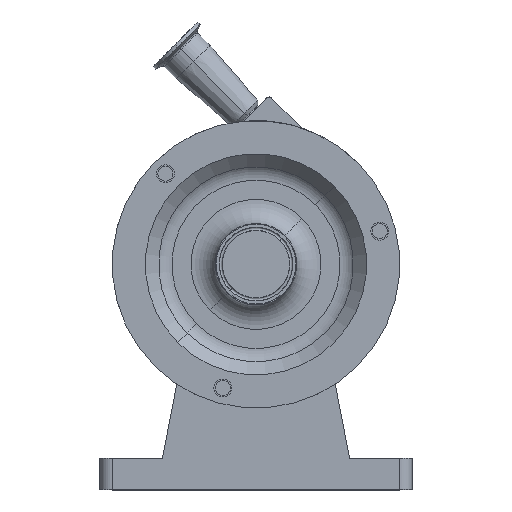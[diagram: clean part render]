
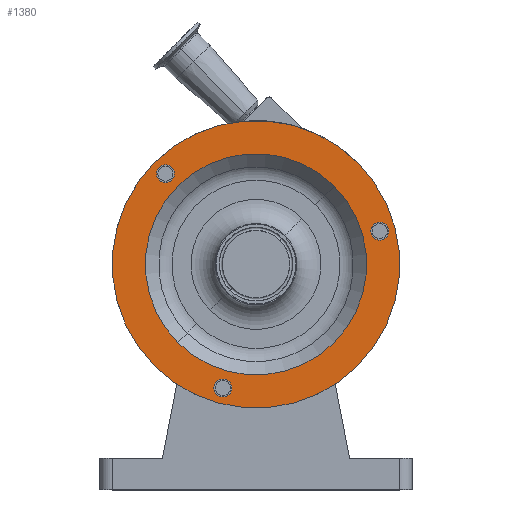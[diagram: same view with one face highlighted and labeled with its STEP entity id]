
A CAD part, top view. The second image highlights one B-rep face of the part: STEP entity #1380.
In plain terms, the highlighted planar face has unit normal (0, 0, 1).
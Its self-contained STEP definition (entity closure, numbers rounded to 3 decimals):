
#57 = AXIS2_PLACEMENT_3D ( 'NONE', #61, #95, #148 ) ;
#59 = CIRCLE ( 'NONE', #57, 7.144 ) ;
#61 = CARTESIAN_POINT ( 'NONE',  ( 99.007, 26.529, 194. ) ) ;
#95 = DIRECTION ( 'NONE',  ( 0., 0., 1. ) ) ;
#124 = DIRECTION ( 'NONE',  ( 0.707, 0.707, 0. ) ) ;
#125 = DIRECTION ( 'NONE',  ( 0., 0., 1. ) ) ;
#126 = CARTESIAN_POINT ( 'NONE',  ( 0., 0., 194. ) ) ;
#148 = DIRECTION ( 'NONE',  ( 0.707, 0.707, 0. ) ) ;
#184 = AXIS2_PLACEMENT_3D ( 'NONE', #126, #125, #124 ) ;
#189 = CIRCLE ( 'NONE', #184, 88.5 ) ;
#233 = AXIS2_PLACEMENT_3D ( 'NONE', #240, #239, #238 ) ;
#238 = DIRECTION ( 'NONE',  ( 0.707, 0.707, 0. ) ) ;
#239 = DIRECTION ( 'NONE',  ( 0., 0., 1. ) ) ;
#240 = CARTESIAN_POINT ( 'NONE',  ( 0., 0., 194. ) ) ;
#241 = CIRCLE ( 'NONE', #233, 115. ) ;
#454 = VERTEX_POINT ( 'NONE', #3148 ) ;
#462 = VERTEX_POINT ( 'NONE', #3295 ) ;
#482 = EDGE_CURVE ( 'NONE', #462, #454, #3230, .T. ) ;
#502 = VERTEX_POINT ( 'NONE', #3326 ) ;
#511 = VERTEX_POINT ( 'NONE', #3425 ) ;
#512 = EDGE_CURVE ( 'NONE', #502, #511, #3437, .T. ) ;
#520 = VERTEX_POINT ( 'NONE', #3407 ) ;
#528 = EDGE_CURVE ( 'NONE', #551, #546, #3462, .T. ) ;
#536 = VERTEX_POINT ( 'NONE', #3586 ) ;
#540 = EDGE_CURVE ( 'NONE', #520, #536, #3661, .T. ) ;
#541 = VERTEX_POINT ( 'NONE', #3564 ) ;
#546 = VERTEX_POINT ( 'NONE', #3636 ) ;
#551 = VERTEX_POINT ( 'NONE', #3579 ) ;
#579 = VERTEX_POINT ( 'NONE', #3588 ) ;
#582 = EDGE_CURVE ( 'NONE', #541, #579, #3496, .T. ) ;
#1250 = EDGE_CURVE ( 'NONE', #579, #541, #189, .T. ) ;
#1297 = EDGE_CURVE ( 'NONE', #454, #462, #241, .T. ) ;
#1299 = ORIENTED_EDGE ( 'NONE', *, *, #1356, .F. ) ;
#1300 = ORIENTED_EDGE ( 'NONE', *, *, #512, .F. ) ;
#1301 = ORIENTED_EDGE ( 'NONE', *, *, #582, .F. ) ;
#1302 = EDGE_LOOP ( 'NONE', ( #1309, #1307 ) ) ;
#1303 = EDGE_LOOP ( 'NONE', ( #1306, #1301 ) ) ;
#1304 = ORIENTED_EDGE ( 'NONE', *, *, #540, .F. ) ;
#1306 = ORIENTED_EDGE ( 'NONE', *, *, #1250, .F. ) ;
#1307 = ORIENTED_EDGE ( 'NONE', *, *, #1297, .T. ) ;
#1308 = EDGE_LOOP ( 'NONE', ( #1299, #1304 ) ) ;
#1309 = ORIENTED_EDGE ( 'NONE', *, *, #482, .T. ) ;
#1314 = ORIENTED_EDGE ( 'NONE', *, *, #528, .F. ) ;
#1315 = EDGE_CURVE ( 'NONE', #546, #551, #59, .T. ) ;
#1356 = EDGE_CURVE ( 'NONE', #536, #520, #8300, .T. ) ;
#1374 = ORIENTED_EDGE ( 'NONE', *, *, #1381, .F. ) ;
#1375 = EDGE_LOOP ( 'NONE', ( #1382, #1314 ) ) ;
#1376 = EDGE_LOOP ( 'NONE', ( #1374, #1300 ) ) ;
#1380 = ADVANCED_FACE ( 'NONE', ( #8255, #8256, #8209, #8210, #8257 ), #8204, .F. ) ;
#1381 = EDGE_CURVE ( 'NONE', #511, #502, #8203, .T. ) ;
#1382 = ORIENTED_EDGE ( 'NONE', *, *, #1315, .F. ) ;
#3148 = CARTESIAN_POINT ( 'NONE',  ( -81.317, -81.317, 194. ) ) ;
#3219 = DIRECTION ( 'NONE',  ( 0.707, 0.707, 0. ) ) ;
#3220 = DIRECTION ( 'NONE',  ( 0., 0., 1. ) ) ;
#3221 = CARTESIAN_POINT ( 'NONE',  ( 0., 0., 194. ) ) ;
#3222 = AXIS2_PLACEMENT_3D ( 'NONE', #3221, #3220, #3219 ) ;
#3230 = CIRCLE ( 'NONE', #3222, 115. ) ;
#3295 = CARTESIAN_POINT ( 'NONE',  ( 81.317, 81.317, 194. ) ) ;
#3326 = CARTESIAN_POINT ( 'NONE',  ( -31.58, -104.059, 194. ) ) ;
#3407 = CARTESIAN_POINT ( 'NONE',  ( -77.53, 67.427, 194. ) ) ;
#3410 = CARTESIAN_POINT ( 'NONE',  ( -26.529, -99.007, 194. ) ) ;
#3411 = AXIS2_PLACEMENT_3D ( 'NONE', #3410, #3416, #3415 ) ;
#3415 = DIRECTION ( 'NONE',  ( 0.707, 0.707, 0. ) ) ;
#3416 = DIRECTION ( 'NONE',  ( 0., 0., 1. ) ) ;
#3425 = CARTESIAN_POINT ( 'NONE',  ( -21.478, -93.956, 194. ) ) ;
#3437 = CIRCLE ( 'NONE', #3411, 7.144 ) ;
#3462 = CIRCLE ( 'NONE', #3488, 7.144 ) ;
#3473 = DIRECTION ( 'NONE',  ( 0., 0., 1. ) ) ;
#3487 = CARTESIAN_POINT ( 'NONE',  ( 99.007, 26.529, 194. ) ) ;
#3488 = AXIS2_PLACEMENT_3D ( 'NONE', #3487, #3473, #3489 ) ;
#3489 = DIRECTION ( 'NONE',  ( 0.707, 0.707, 0. ) ) ;
#3495 = AXIS2_PLACEMENT_3D ( 'NONE', #3599, #3598, #3597 ) ;
#3496 = CIRCLE ( 'NONE', #3495, 88.5 ) ;
#3564 = CARTESIAN_POINT ( 'NONE',  ( -62.579, -62.579, 194. ) ) ;
#3579 = CARTESIAN_POINT ( 'NONE',  ( 93.956, 21.478, 194. ) ) ;
#3586 = CARTESIAN_POINT ( 'NONE',  ( -67.427, 77.53, 194. ) ) ;
#3588 = CARTESIAN_POINT ( 'NONE',  ( 62.579, 62.579, 194. ) ) ;
#3597 = DIRECTION ( 'NONE',  ( 0.707, 0.707, 0. ) ) ;
#3598 = DIRECTION ( 'NONE',  ( 0., 0., 1. ) ) ;
#3599 = CARTESIAN_POINT ( 'NONE',  ( 0., 0., 194. ) ) ;
#3627 = CARTESIAN_POINT ( 'NONE',  ( -72.478, 72.478, 194. ) ) ;
#3636 = CARTESIAN_POINT ( 'NONE',  ( 104.059, 31.58, 194. ) ) ;
#3653 = DIRECTION ( 'NONE',  ( 0.707, 0.707, 0. ) ) ;
#3654 = DIRECTION ( 'NONE',  ( 0., 0., 1. ) ) ;
#3655 = AXIS2_PLACEMENT_3D ( 'NONE', #3627, #3654, #3653 ) ;
#3661 = CIRCLE ( 'NONE', #3655, 7.144 ) ;
#8193 = DIRECTION ( 'NONE',  ( 0.707, 0.707, 0. ) ) ;
#8194 = DIRECTION ( 'NONE',  ( 0., 0., 1. ) ) ;
#8195 = CARTESIAN_POINT ( 'NONE',  ( -26.529, -99.007, 194. ) ) ;
#8198 = DIRECTION ( 'NONE',  ( -0.707, -0.707, 0. ) ) ;
#8199 = DIRECTION ( 'NONE',  ( 0., 0., -1. ) ) ;
#8200 = CARTESIAN_POINT ( 'NONE',  ( -22.627, 22.627, 194. ) ) ;
#8201 = AXIS2_PLACEMENT_3D ( 'NONE', #8195, #8194, #8193 ) ;
#8203 = CIRCLE ( 'NONE', #8201, 7.144 ) ;
#8204 = PLANE ( 'NONE',  #8299 ) ;
#8209 = FACE_BOUND ( 'NONE', #1308, .T. ) ;
#8210 = FACE_OUTER_BOUND ( 'NONE', #1302, .T. ) ;
#8251 = DIRECTION ( 'NONE',  ( 0.707, 0.707, 0. ) ) ;
#8252 = DIRECTION ( 'NONE',  ( 0., 0., 1. ) ) ;
#8253 = CARTESIAN_POINT ( 'NONE',  ( -72.478, 72.478, 194. ) ) ;
#8254 = AXIS2_PLACEMENT_3D ( 'NONE', #8253, #8252, #8251 ) ;
#8255 = FACE_BOUND ( 'NONE', #1375, .T. ) ;
#8256 = FACE_BOUND ( 'NONE', #1376, .T. ) ;
#8257 = FACE_BOUND ( 'NONE', #1303, .T. ) ;
#8299 = AXIS2_PLACEMENT_3D ( 'NONE', #8200, #8199, #8198 ) ;
#8300 = CIRCLE ( 'NONE', #8254, 7.144 ) ;
